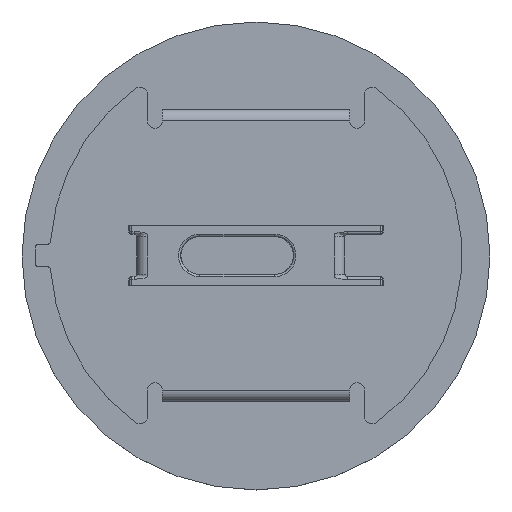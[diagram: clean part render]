
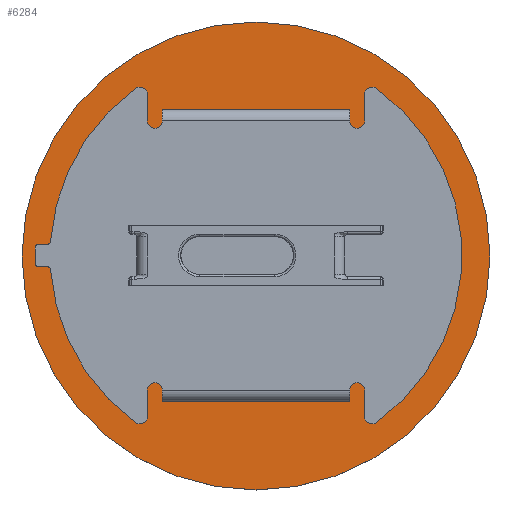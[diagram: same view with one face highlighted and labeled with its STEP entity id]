
A CAD part, top view. The second image highlights one B-rep face of the part: STEP entity #6284.
In plain terms, the highlighted planar face has unit normal (0, 0, 1).
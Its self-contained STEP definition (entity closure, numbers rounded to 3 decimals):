
#395=FACE_BOUND('',#1039,.T.);
#396=FACE_BOUND('',#1040,.T.);
#397=FACE_BOUND('',#1041,.T.);
#633=FACE_OUTER_BOUND('',#1038,.T.);
#1038=EDGE_LOOP('',(#4529));
#1039=EDGE_LOOP('',(#4530));
#1040=EDGE_LOOP('',(#4531,#4532,#4533,#4534));
#1041=EDGE_LOOP('',(#4535,#4536,#4537,#4538));
#1508=LINE('',#9682,#1899);
#1509=LINE('',#9684,#1900);
#1510=LINE('',#9686,#1901);
#1511=LINE('',#9687,#1902);
#1512=LINE('',#9690,#1903);
#1513=LINE('',#9692,#1904);
#1514=LINE('',#9694,#1905);
#1515=LINE('',#9695,#1906);
#1899=VECTOR('',#7855,10.);
#1900=VECTOR('',#7856,10.);
#1901=VECTOR('',#7857,10.);
#1902=VECTOR('',#7858,10.);
#1903=VECTOR('',#7859,10.);
#1904=VECTOR('',#7860,10.);
#1905=VECTOR('',#7861,10.);
#1906=VECTOR('',#7862,10.);
#2235=CIRCLE('',#6796,31.25);
#2236=CIRCLE('',#6797,17.5);
#2661=VERTEX_POINT('',#9676);
#2662=VERTEX_POINT('',#9678);
#2663=VERTEX_POINT('',#9680);
#2664=VERTEX_POINT('',#9681);
#2665=VERTEX_POINT('',#9683);
#2666=VERTEX_POINT('',#9685);
#2667=VERTEX_POINT('',#9688);
#2668=VERTEX_POINT('',#9689);
#2669=VERTEX_POINT('',#9691);
#2670=VERTEX_POINT('',#9693);
#3336=EDGE_CURVE('',#2661,#2661,#2235,.T.);
#3337=EDGE_CURVE('',#2662,#2662,#2236,.T.);
#3338=EDGE_CURVE('',#2663,#2664,#1508,.T.);
#3339=EDGE_CURVE('',#2664,#2665,#1509,.T.);
#3340=EDGE_CURVE('',#2666,#2665,#1510,.T.);
#3341=EDGE_CURVE('',#2663,#2666,#1511,.T.);
#3342=EDGE_CURVE('',#2667,#2668,#1512,.T.);
#3343=EDGE_CURVE('',#2667,#2669,#1513,.T.);
#3344=EDGE_CURVE('',#2669,#2670,#1514,.T.);
#3345=EDGE_CURVE('',#2670,#2668,#1515,.T.);
#4529=ORIENTED_EDGE('',*,*,#3336,.F.);
#4530=ORIENTED_EDGE('',*,*,#3337,.F.);
#4531=ORIENTED_EDGE('',*,*,#3338,.T.);
#4532=ORIENTED_EDGE('',*,*,#3339,.T.);
#4533=ORIENTED_EDGE('',*,*,#3340,.F.);
#4534=ORIENTED_EDGE('',*,*,#3341,.F.);
#4535=ORIENTED_EDGE('',*,*,#3342,.F.);
#4536=ORIENTED_EDGE('',*,*,#3343,.T.);
#4537=ORIENTED_EDGE('',*,*,#3344,.T.);
#4538=ORIENTED_EDGE('',*,*,#3345,.T.);
#6117=PLANE('',#6795);
#6284=ADVANCED_FACE('',(#633,#395,#396,#397),#6117,.F.);
#6795=AXIS2_PLACEMENT_3D('',#9675,#7849,#7850);
#6796=AXIS2_PLACEMENT_3D('',#9677,#7851,#7852);
#6797=AXIS2_PLACEMENT_3D('',#9679,#7853,#7854);
#7849=DIRECTION('center_axis',(0.,0.,
-1.));
#7850=DIRECTION('ref_axis',(-1.,0.,0.));
#7851=DIRECTION('center_axis',(0.,0.,
-1.));
#7852=DIRECTION('ref_axis',(-1.,0.,0.));
#7853=DIRECTION('center_axis',(0.,0.,
1.));
#7854=DIRECTION('ref_axis',(-1.,0.,0.));
#7855=DIRECTION('',(0.,-1.,0.));
#7856=DIRECTION('',(-1.,0.,0.));
#7857=DIRECTION('',(0.,-1.,0.));
#7858=DIRECTION('',(-1.,0.,0.));
#7859=DIRECTION('',(0.,1.,0.));
#7860=DIRECTION('',(-1.,0.,0.));
#7861=DIRECTION('',(0.,1.,0.));
#7862=DIRECTION('',(1.,0.,0.));
#9675=CARTESIAN_POINT('Origin',(0.,0.,
2.2));
#9676=CARTESIAN_POINT('',(31.25,0.,2.2));
#9677=CARTESIAN_POINT('Origin',(0.,0.,
2.2));
#9678=CARTESIAN_POINT('',(17.481,0.,2.2));
#9679=CARTESIAN_POINT('Origin',(-0.019,0.,
2.2));
#9680=CARTESIAN_POINT('',(12.5,19.5,2.2));
#9681=CARTESIAN_POINT('',(12.5,18.5,2.2));
#9682=CARTESIAN_POINT('',(12.5,19.5,2.2));
#9683=CARTESIAN_POINT('',(-12.5,18.5,2.2));
#9684=CARTESIAN_POINT('',(12.5,18.5,2.2));
#9685=CARTESIAN_POINT('',(-12.5,19.5,2.2));
#9686=CARTESIAN_POINT('',(-12.5,19.5,2.2));
#9687=CARTESIAN_POINT('',(12.5,19.5,2.2));
#9688=CARTESIAN_POINT('',(12.5,-19.5,2.2));
#9689=CARTESIAN_POINT('',(12.5,-18.5,2.2));
#9690=CARTESIAN_POINT('',(12.5,-19.5,2.2));
#9691=CARTESIAN_POINT('',(-12.5,-19.5,2.2));
#9692=CARTESIAN_POINT('',(12.5,-19.5,2.2));
#9693=CARTESIAN_POINT('',(-12.5,-18.5,2.2));
#9694=CARTESIAN_POINT('',(-12.5,-19.5,2.2));
#9695=CARTESIAN_POINT('',(12.5,-18.5,2.2));
